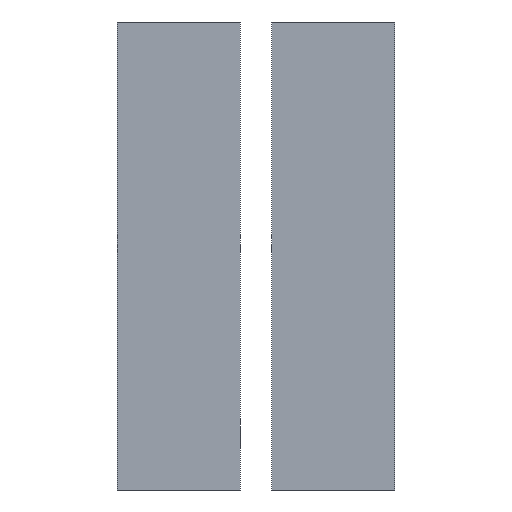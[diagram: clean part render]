
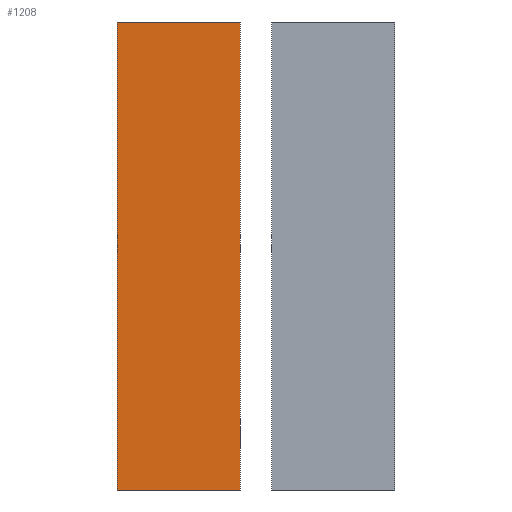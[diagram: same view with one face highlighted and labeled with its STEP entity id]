
A CAD part, front view. The second image highlights one B-rep face of the part: STEP entity #1208.
In plain terms, the highlighted planar face has unit normal (0, -1, 0).
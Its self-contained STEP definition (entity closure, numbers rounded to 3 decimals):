
#71=FACE_OUTER_BOUND('',#137,.T.);
#137=EDGE_LOOP('',(#1028,#1029,#1030,#1031));
#274=LINE('',#1840,#440);
#278=LINE('',#1848,#444);
#281=LINE('',#1854,#447);
#284=LINE('',#1859,#450);
#440=VECTOR('',#1507,10.);
#444=VECTOR('',#1513,10.);
#447=VECTOR('',#1518,10.);
#450=VECTOR('',#1523,10.);
#568=VERTEX_POINT('',#1838);
#569=VERTEX_POINT('',#1839);
#572=VERTEX_POINT('',#1847);
#574=VERTEX_POINT('',#1853);
#720=EDGE_CURVE('',#568,#569,#274,.T.);
#724=EDGE_CURVE('',#569,#572,#278,.T.);
#727=EDGE_CURVE('',#572,#574,#281,.T.);
#730=EDGE_CURVE('',#574,#568,#284,.T.);
#1028=ORIENTED_EDGE('',*,*,#730,.T.);
#1029=ORIENTED_EDGE('',*,*,#720,.T.);
#1030=ORIENTED_EDGE('',*,*,#724,.T.);
#1031=ORIENTED_EDGE('',*,*,#727,.T.);
#1147=PLANE('',#1286);
#1208=ADVANCED_FACE('',(#71),#1147,.F.);
#1286=AXIS2_PLACEMENT_3D('',#1862,#1527,#1528);
#1507=DIRECTION('',(0.,0.,-1.));
#1513=DIRECTION('',(1.,0.,0.));
#1518=DIRECTION('',(0.,0.,1.));
#1523=DIRECTION('',(-1.,0.,0.));
#1527=DIRECTION('center_axis',(0.,1.,0.));
#1528=DIRECTION('ref_axis',(1.,0.,0.));
#1838=CARTESIAN_POINT('',(-1.5,0.,17.5));
#1839=CARTESIAN_POINT('',(-1.5,0.,-93.2));
#1840=CARTESIAN_POINT('',(-1.5,0.,17.5));
#1847=CARTESIAN_POINT('',(27.6,0.,-93.2));
#1848=CARTESIAN_POINT('',(-1.5,0.,-93.2));
#1853=CARTESIAN_POINT('',(27.6,0.,17.5));
#1854=CARTESIAN_POINT('',(27.6,0.,-93.2));
#1859=CARTESIAN_POINT('',(27.6,0.,17.5));
#1862=CARTESIAN_POINT('Origin',(13.05,0.,-37.85));
